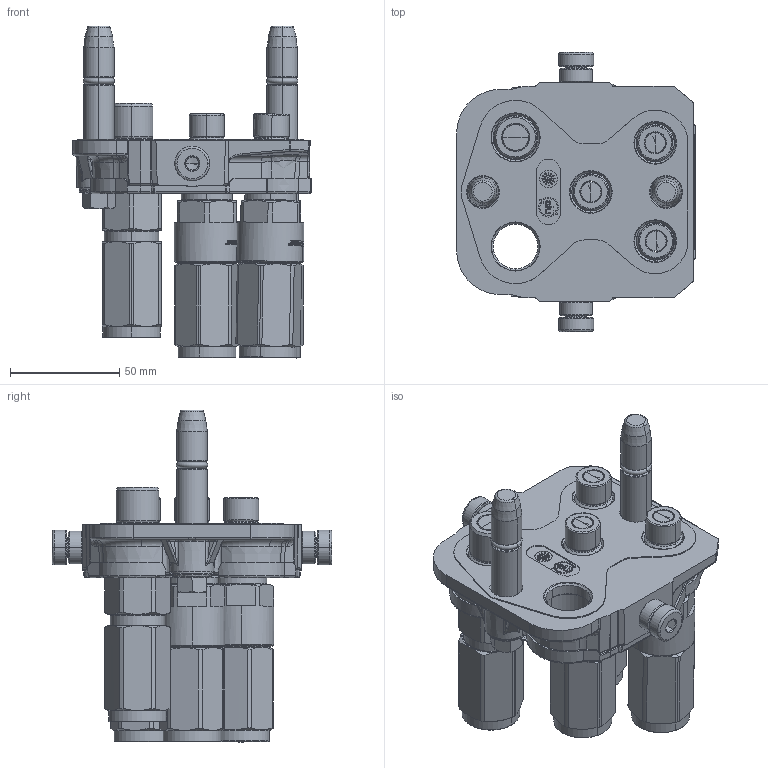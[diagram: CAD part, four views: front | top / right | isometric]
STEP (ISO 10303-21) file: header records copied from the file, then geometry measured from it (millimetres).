
FILE_DESCRIPTION (( 'STEP AP214' ), '1' );
FILE_NAME ('FASTER_DB.step', '2021-01-28T09:01:26', ( '' ), ( '' ), 'SwSTEP 2.0', 'SolidWorks 2017', '' );
FILE_SCHEMA (( 'AUTOMOTIVE_DESIGN' ));
Length unit declared in the file: millimetre
Products named in the file (14): 4830_028_1000_002; et002; 3ffnp14_gas_ms; 3ffnp38_gas_m; 4800_315_0001_000; or2_62x9_19_m; 4830_013_3000_020; 4830_021_0000_000; P5065_M_BASE; FASTER_DB; 1540_080_0008_000; 4830_010_2101_000
Assembly tree (20 placements, depth 3):
  FASTER_DB
    P5065_M_BASE
      4830_010_2101_000
      4830_021_0000_000  x2
      1540_080_0008_000  x2
      or2_62x9_19_m  x2
      4830_013_3000_020  x2
      4830_028_1000_002  x2
      4800_315_0001_000
    3ffnp38_gas_m
      3ffnp38_gas_m
    3ffnp14_gas_ms  x3
      3ffnp14_gas_ms
    et002
Bounding box: 109.36 x 128 x 152.11 mm (x, y, z)
Volume: 7964.6 mm3; surface area: 125193.3 mm2
Topology: 6 solids, 49 shells, 4124 faces, 11784 edges, 7683 vertices
Faces by surface type: plane 2524, cylinder 612, bspline 382, cone 371, torus 191, sphere 44
Entity records: 144194 total; most frequent: CARTESIAN_POINT 54559, ORIENTED_EDGE 18759, DIRECTION 15996, EDGE_CURVE 9692, LINE 6614, VECTOR 6614, VERTEX_POINT 6285, AXIS2_PLACEMENT_3D 4691
